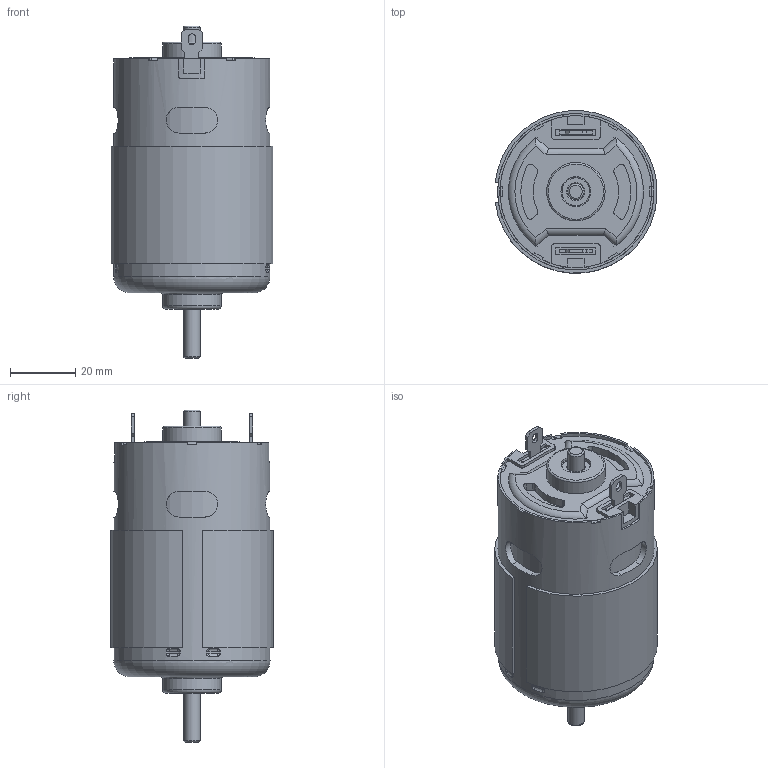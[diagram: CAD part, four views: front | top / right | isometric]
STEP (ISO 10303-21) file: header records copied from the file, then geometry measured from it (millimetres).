
FILE_DESCRIPTION(/* description */ (''),/* implementation_level */ '2;1');
FILE_NAME(/* name */ '895DcMotor.step',/* time_stamp */ '2018-11-30T09:12:12+01:00',/* author */ ('jokooo'),/* organization */ (''),/* preprocessor_version */ 'ST-DEVELOPER v17.2',/* originating_system */ 'Autodesk Translation Framework v7.6.0.251',/* authorisation */ '');
FILE_SCHEMA (('AUTOMOTIVE_DESIGN { 1 0 10303 214 3 1 1 }'));
Length unit declared in the file: millimetre
Products named in the file (7): 895DcMotor; 625Z; 625Z_1; _625Z Inner ring; _625Z Outer ring; _625Z Shield; _625Z Ball
Assembly tree (20 placements, depth 3):
  895DcMotor
    625Z
      _625Z Inner ring
      _625Z Outer ring
      _625Z Shield
      _625Z Ball  x6
    625Z_1
      _625Z Inner ring
      _625Z Outer ring
      _625Z Shield
      _625Z Ball  x6
Bounding box: 49.77 x 49.88 x 102 mm (x, y, z)
Volume: 115879.6 mm3; surface area: 54576.9 mm2
Topology: 27 solids, 27 shells, 399 faces, 1069 edges, 708 vertices
Faces by surface type: plane 194, cylinder 149, sphere 28, torus 20, bspline 8
Full cylindrical faces by diameter (mm): 3.332 x8, 4.109 x12, 5 x3, 8.52 x6, 9.2 x1, 12.34 x1, 12.48 x4, 13.184 x4, 16 x4, 18 x2, 40 x1, 44 x1, 46.7 x1, 48 x1
Entity records: 14991 total; most frequent: CARTESIAN_POINT 5398, ORIENTED_EDGE 1950, DIRECTION 1938, EDGE_CURVE 975, AXIS2_PLACEMENT_3D 702, VERTEX_POINT 642, LINE 534, VECTOR 534
